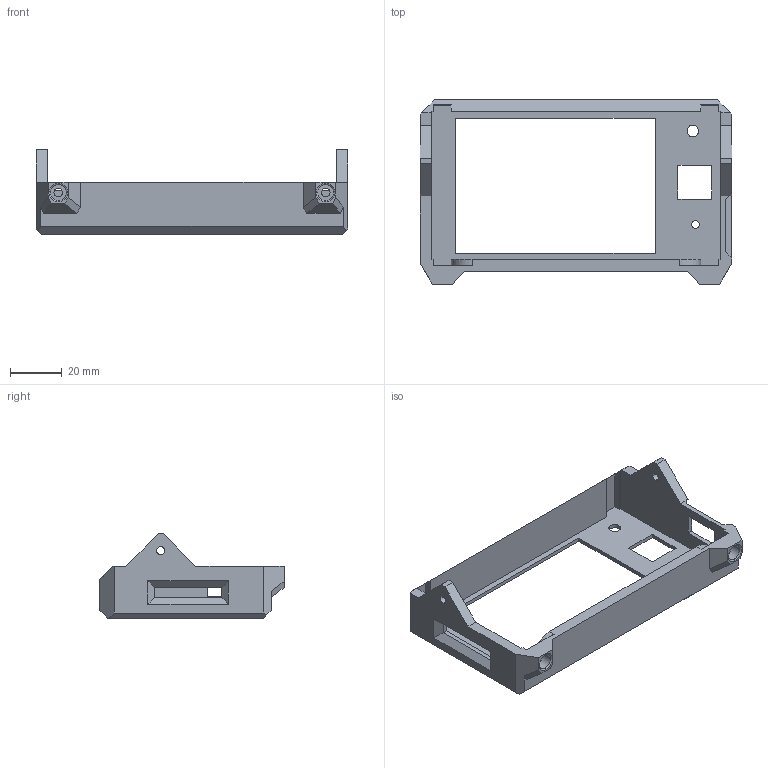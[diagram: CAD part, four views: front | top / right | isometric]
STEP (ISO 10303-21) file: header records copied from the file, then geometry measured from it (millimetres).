
FILE_DESCRIPTION (( 'STEP AP214' ), '1' );
FILE_NAME ('TFT35_BOX.STEP', '2024-10-12T21:56:08', ( '' ), ( '' ), 'SwSTEP 2.0', 'SolidWorks 2024', '' );
FILE_SCHEMA (( 'AUTOMOTIVE_DESIGN' ));
Length unit declared in the file: millimetre
Products named in the file (1): TFT35_BOX
Bounding box: 120 x 71 x 32.5 mm (x, y, z)
Volume: 30354.6 mm3; surface area: 21929.6 mm2
Topology: 1 solids, 1 shells, 203 faces, 565 edges, 375 vertices
Faces by surface type: plane 140, bspline 41, cylinder 18, torus 4
Entity records: 7922 total; most frequent: CARTESIAN_POINT 2887, ORIENTED_EDGE 1130, DIRECTION 857, EDGE_CURVE 565, LINE 431, VECTOR 431, VERTEX_POINT 375, EDGE_LOOP 234
